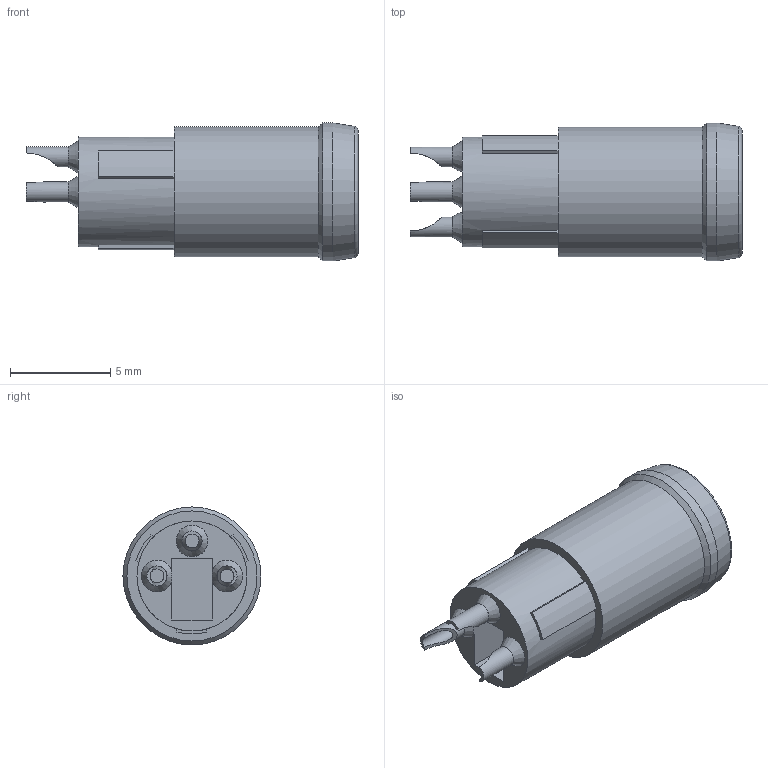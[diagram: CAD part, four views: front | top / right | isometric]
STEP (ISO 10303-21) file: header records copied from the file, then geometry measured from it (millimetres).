
FILE_DESCRIPTION(/* description */ (''),/* implementation_level */ '2;1');
FILE_NAME(/* name */ '09-3411-00-03_step',/* time_stamp */ '2006-05-18T09:03:01+02:00',/* author */ (''),/* organization */ (''),/* preprocessor_version */ 'ST-DEVELOPER v9',/* originating_system */ 'UGS - NX 3.0',/* authorisation */ '');
FILE_SCHEMA (('AUTOMOTIVE_DESIGN { 1 0 10303 214 1 1 1 1 }'));
Length unit declared in the file: millimetre
Products named in the file (1): kborD2FBg8jw
Bounding box: 16.6 x 6.9 x 6.9 mm (x, y, z)
Volume: 261.9 mm3; surface area: 578.1 mm2
Topology: 1 solids, 1 shells, 58 faces, 146 edges, 94 vertices
Faces by surface type: plane 27, cylinder 19, cone 8, sphere 3, torus 1
Full cylindrical faces by diameter (mm): 0.7 x3, 1 x6, 5.5 x1, 5.8 x1, 6.5 x1, 6.9 x1
Entity records: 1693 total; most frequent: CARTESIAN_POINT 484, DIRECTION 258, ORIENTED_EDGE 200, AXIS2_PLACEMENT_3D 107, EDGE_CURVE 100, EDGE_LOOP 90, VERTEX_POINT 76, ADVANCED_FACE 58
